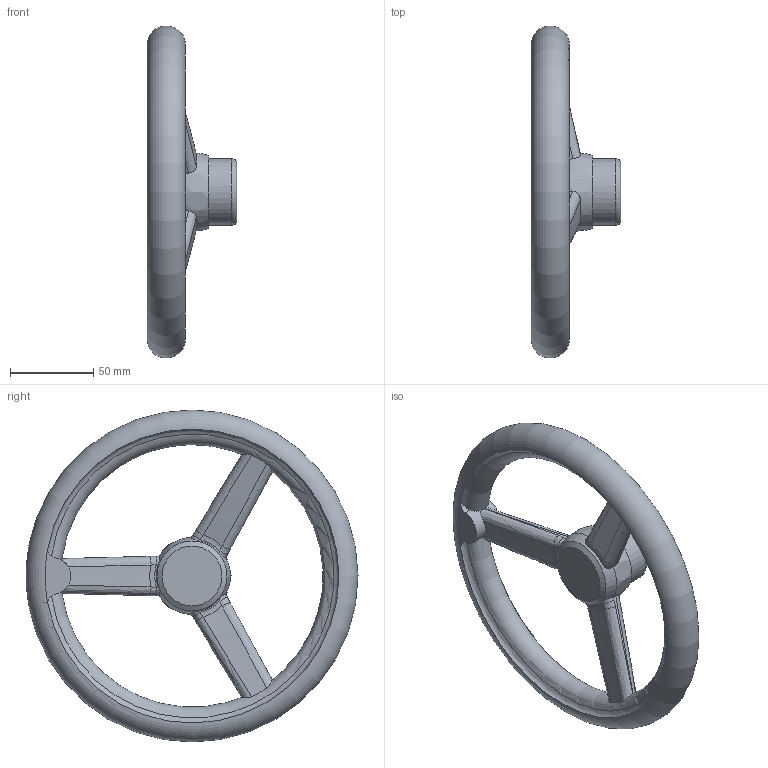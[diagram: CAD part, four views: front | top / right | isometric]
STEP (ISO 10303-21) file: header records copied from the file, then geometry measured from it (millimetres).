
FILE_DESCRIPTION(/* description */ (''),/* implementation_level */ '2;1');
FILE_NAME(/* name */ 'PN200',/* time_stamp */ '2012-11-23T17:33:19+08:00',/* author */ (''),/* organization */ (''),/* preprocessor_version */ 'ST-DEVELOPER v9',/* originating_system */ 'UGS - NX 4.0',/* authorisation */ '');
FILE_SCHEMA (('CONFIG_CONTROL_DESIGN'));
Length unit declared in the file: millimetre
Products named in the file (1): Admi7916xp7d
Bounding box: 54 x 199.94 x 199.94 mm (x, y, z)
Volume: 293634.2 mm3; surface area: 55623.4 mm2
Topology: 1 solids, 1 shells, 65 faces, 179 edges, 113 vertices
Faces by surface type: bspline 20, plane 17, cylinder 13, torus 8, cone 7
Full cylindrical faces by diameter (mm): 40 x1
Entity records: 2617 total; most frequent: CARTESIAN_POINT 1160, ORIENTED_EDGE 336, DIRECTION 212, EDGE_CURVE 168, VERTEX_POINT 109, B_SPLINE_CURVE_WITH_KNOTS 100, AXIS2_PLACEMENT_3D 98, EDGE_LOOP 75
